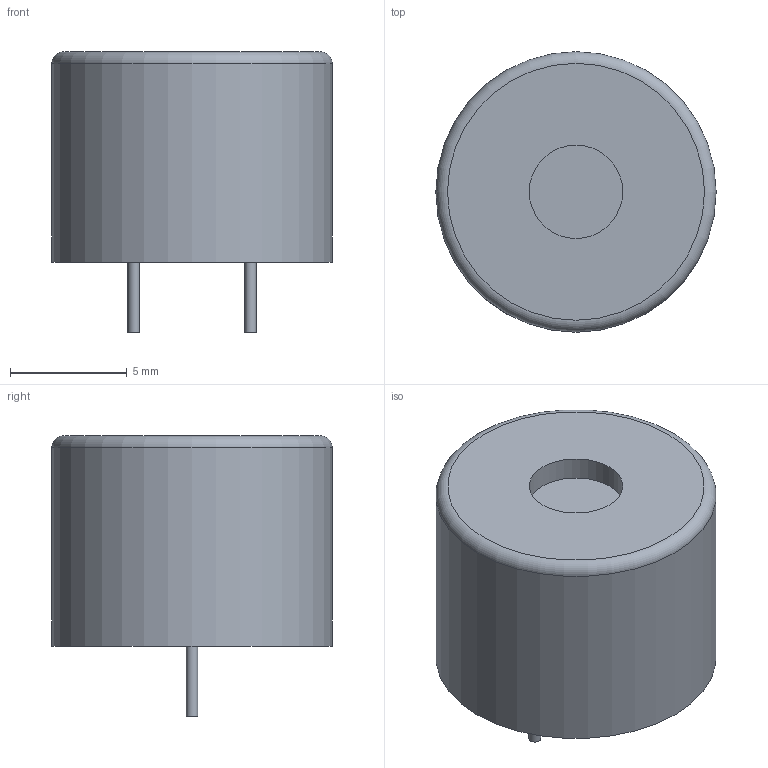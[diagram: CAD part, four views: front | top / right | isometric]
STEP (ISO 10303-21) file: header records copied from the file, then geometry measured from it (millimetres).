
FILE_DESCRIPTION(/* description */ (''),/* implementation_level */ '2;1');
FILE_NAME(/* name */ 'Buzzer v1.step',/* time_stamp */ '2020-11-01T20:34:14+05:00',/* author */ (''),/* organization */ (''),/* preprocessor_version */ 'ST-DEVELOPER v18.1',/* originating_system */ 'Autodesk Translation Framework v9.3.0.1241',/* authorisation */ '');
FILE_SCHEMA (('AUTOMOTIVE_DESIGN { 1 0 10303 214 3 1 1 }'));
Length unit declared in the file: millimetre
Products named in the file (1): Buzzer
Bounding box: 12 x 12 x 12 mm (x, y, z)
Volume: 1004.5 mm3; surface area: 580.1 mm2
Topology: 3 solids, 3 shells, 12 faces, 14 edges, 9 vertices
Faces by surface type: plane 7, cylinder 4, torus 1
Full cylindrical faces by diameter (mm): 0.5 x2, 4 x1, 12 x1
Entity records: 285 total; most frequent: DIRECTION 50, CARTESIAN_POINT 36, ORIENTED_EDGE 28, AXIS2_PLACEMENT_3D 23, EDGE_CURVE 14, EDGE_LOOP 13, FACE_OUTER_BOUND 12, ADVANCED_FACE 12
